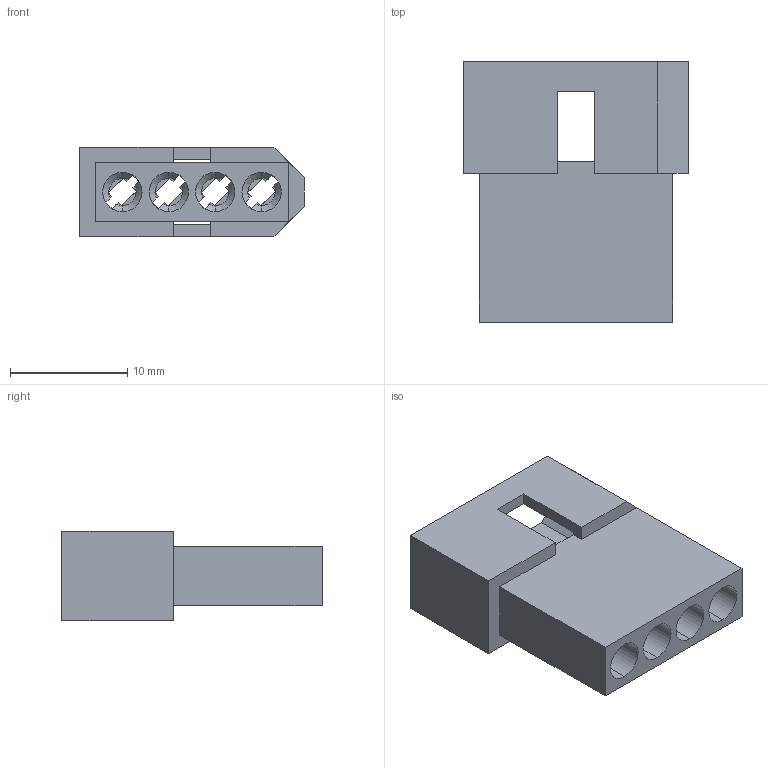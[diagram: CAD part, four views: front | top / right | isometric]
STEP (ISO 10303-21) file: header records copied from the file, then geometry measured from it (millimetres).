
FILE_DESCRIPTION (( 'STEP AP203' ), '1' );
FILE_NAME ('556-004-000-201.STEP', '2020-03-13T14:28:42', ( '' ), ( '' ), 'SwSTEP 2.0', 'SolidWorks 2016', '' );
FILE_SCHEMA (( 'CONFIG_CONTROL_DESIGN' ));
Length unit declared in the file: millimetre
Products named in the file (2): 556-004-000-201; 556-210-001_556-004-000-201
Assembly tree (1 placements, depth 2):
  556-004-000-201
    556-210-001_556-004-000-201
Bounding box: 19.2 x 22.23 x 7.62 mm (x, y, z)
Volume: 1172.3 mm3; surface area: 2181.8 mm2
Topology: 1 solids, 1 shells, 133 faces, 390 edges, 256 vertices
Faces by surface type: plane 101, cylinder 24, cone 8
Entity records: 4656 total; most frequent: CARTESIAN_POINT 927, ORIENTED_EDGE 780, DIRECTION 696, EDGE_CURVE 390, LINE 262, VECTOR 262, VERTEX_POINT 256, AXIS2_PLACEMENT_3D 217
